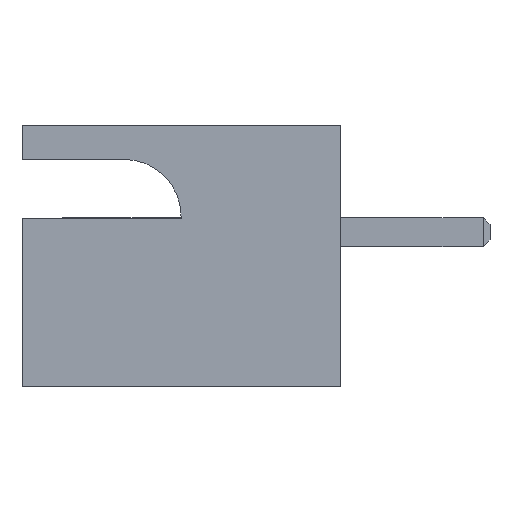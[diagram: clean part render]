
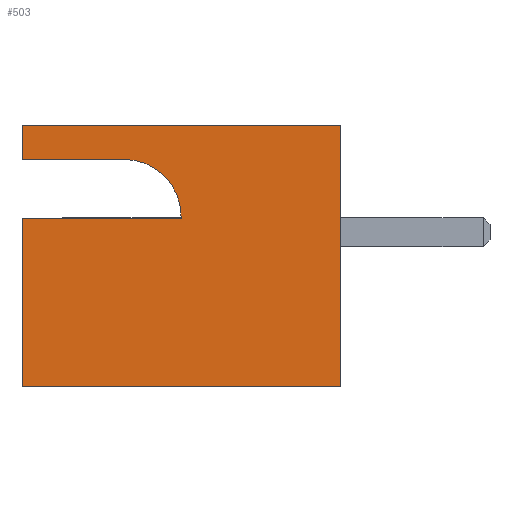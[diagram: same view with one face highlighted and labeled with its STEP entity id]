
A CAD part, left-side view. The second image highlights one B-rep face of the part: STEP entity #503.
In plain terms, the highlighted planar face has unit normal (-1, 0, 0).
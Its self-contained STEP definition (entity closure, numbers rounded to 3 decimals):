
#76 = AXIS2_PLACEMENT_3D ( 'NONE', #3339, #2112, #244 ) ;
#109 = ORIENTED_EDGE ( 'NONE', *, *, #3374, .T. ) ;
#244 = DIRECTION ( 'NONE',  ( 0., 0., -1. ) ) ;
#269 = CARTESIAN_POINT ( 'NONE',  ( -4.95, 0., -2.875 ) ) ;
#333 = VECTOR ( 'NONE', #2172, 1000. ) ;
#503 = ADVANCED_FACE ( 'NONE', ( #537 ), #3688, .F. ) ;
#507 = DIRECTION ( 'NONE',  ( 0., 1., 0. ) ) ;
#537 = FACE_OUTER_BOUND ( 'NONE', #2505, .T. ) ;
#635 = CARTESIAN_POINT ( 'NONE',  ( -4.95, 7., 2.125 ) ) ;
#666 = CARTESIAN_POINT ( 'NONE',  ( -4.95, 7., 2.875 ) ) ;
#766 = EDGE_CURVE ( 'NONE', #3978, #3342, #3942, .T. ) ;
#791 = CARTESIAN_POINT ( 'NONE',  ( -4.95, 7., 0.825 ) ) ;
#811 = CARTESIAN_POINT ( 'NONE',  ( -4.95, 7., -2.875 ) ) ;
#887 = DIRECTION ( 'NONE',  ( 0., 0., -1. ) ) ;
#988 = VECTOR ( 'NONE', #2574, 1000. ) ;
#1050 = LINE ( 'NONE', #1379, #1782 ) ;
#1062 = LINE ( 'NONE', #3288, #2949 ) ;
#1087 = ORIENTED_EDGE ( 'NONE', *, *, #2011, .T. ) ;
#1128 = ORIENTED_EDGE ( 'NONE', *, *, #1617, .T. ) ;
#1178 = EDGE_CURVE ( 'NONE', #3978, #3205, #3662, .T. ) ;
#1197 = CARTESIAN_POINT ( 'NONE',  ( -4.95, 3.5, 0.825 ) ) ;
#1366 = LINE ( 'NONE', #3542, #2439 ) ;
#1379 = CARTESIAN_POINT ( 'NONE',  ( -4.95, 3.5, 0.875 ) ) ;
#1425 = CARTESIAN_POINT ( 'NONE',  ( -4.95, 7., -2.875 ) ) ;
#1515 = EDGE_CURVE ( 'NONE', #3119, #1873, #2033, .T. ) ;
#1538 = CARTESIAN_POINT ( 'NONE',  ( -4.95, 0., 2.875 ) ) ;
#1612 = ORIENTED_EDGE ( 'NONE', *, *, #4011, .T. ) ;
#1613 = CARTESIAN_POINT ( 'NONE',  ( -4.95, 7., 2.125 ) ) ;
#1617 = EDGE_CURVE ( 'NONE', #4003, #3191, #3309, .T. ) ;
#1715 = CARTESIAN_POINT ( 'NONE',  ( -4.95, 3.5, 0.875 ) ) ;
#1726 = VERTEX_POINT ( 'NONE', #1538 ) ;
#1770 = LINE ( 'NONE', #635, #988 ) ;
#1781 = DIRECTION ( 'NONE',  ( 1., 0., 0. ) ) ;
#1782 = VECTOR ( 'NONE', #2791, 1000. ) ;
#1873 = VERTEX_POINT ( 'NONE', #666 ) ;
#2011 = EDGE_CURVE ( 'NONE', #3342, #1726, #3085, .T. ) ;
#2033 = LINE ( 'NONE', #1425, #3180 ) ;
#2112 = DIRECTION ( 'NONE',  ( 1., 0., 0. ) ) ;
#2172 = DIRECTION ( 'NONE',  ( 0., 0., 1. ) ) ;
#2277 = ORIENTED_EDGE ( 'NONE', *, *, #1515, .F. ) ;
#2352 = VECTOR ( 'NONE', #2706, 1000. ) ;
#2360 = CARTESIAN_POINT ( 'NONE',  ( -4.95, 4.75, 2.125 ) ) ;
#2423 = VERTEX_POINT ( 'NONE', #1197 ) ;
#2439 = VECTOR ( 'NONE', #3560, 1000. ) ;
#2505 = EDGE_LOOP ( 'NONE', ( #2277, #3104, #1128, #109, #1612, #3029, #2707, #1087, #2712 ) ) ;
#2574 = DIRECTION ( 'NONE',  ( 0., -1., 0. ) ) ;
#2584 = EDGE_CURVE ( 'NONE', #3119, #4003, #1770, .T. ) ;
#2595 = CARTESIAN_POINT ( 'NONE',  ( -4.95, 0., -2.875 ) ) ;
#2622 = DIRECTION ( 'NONE',  ( 0., 0., 1. ) ) ;
#2706 = DIRECTION ( 'NONE',  ( 0., 0., 1. ) ) ;
#2707 = ORIENTED_EDGE ( 'NONE', *, *, #766, .T. ) ;
#2712 = ORIENTED_EDGE ( 'NONE', *, *, #3963, .F. ) ;
#2782 = CARTESIAN_POINT ( 'NONE',  ( -4.95, 7., -2.875 ) ) ;
#2791 = DIRECTION ( 'NONE',  ( 0., 0., -1. ) ) ;
#2949 = VECTOR ( 'NONE', #507, 1000. ) ;
#2974 = AXIS2_PLACEMENT_3D ( 'NONE', #3652, #1781, #887 ) ;
#3010 = CARTESIAN_POINT ( 'NONE',  ( -4.95, 7., -2.875 ) ) ;
#3029 = ORIENTED_EDGE ( 'NONE', *, *, #1178, .F. ) ;
#3085 = LINE ( 'NONE', #269, #2352 ) ;
#3104 = ORIENTED_EDGE ( 'NONE', *, *, #2584, .T. ) ;
#3118 = DIRECTION ( 'NONE',  ( 0., -1., 0. ) ) ;
#3119 = VERTEX_POINT ( 'NONE', #1613 ) ;
#3180 = VECTOR ( 'NONE', #2622, 1000. ) ;
#3191 = VERTEX_POINT ( 'NONE', #1715 ) ;
#3205 = VERTEX_POINT ( 'NONE', #791 ) ;
#3288 = CARTESIAN_POINT ( 'NONE',  ( -4.95, 7., 0.825 ) ) ;
#3309 = CIRCLE ( 'NONE', #76, 1.25 ) ;
#3339 = CARTESIAN_POINT ( 'NONE',  ( -4.95, 4.75, 0.875 ) ) ;
#3342 = VERTEX_POINT ( 'NONE', #2595 ) ;
#3374 = EDGE_CURVE ( 'NONE', #3191, #2423, #1050, .T. ) ;
#3542 = CARTESIAN_POINT ( 'NONE',  ( -4.95, 7., 2.875 ) ) ;
#3560 = DIRECTION ( 'NONE',  ( 0., -1., 0. ) ) ;
#3652 = CARTESIAN_POINT ( 'NONE',  ( -4.95, 7., -2.875 ) ) ;
#3662 = LINE ( 'NONE', #2782, #333 ) ;
#3688 = PLANE ( 'NONE',  #2974 ) ;
#3903 = VECTOR ( 'NONE', #3118, 1000. ) ;
#3942 = LINE ( 'NONE', #3010, #3903 ) ;
#3963 = EDGE_CURVE ( 'NONE', #1873, #1726, #1366, .T. ) ;
#3978 = VERTEX_POINT ( 'NONE', #811 ) ;
#4003 = VERTEX_POINT ( 'NONE', #2360 ) ;
#4011 = EDGE_CURVE ( 'NONE', #2423, #3205, #1062, .T. ) ;
